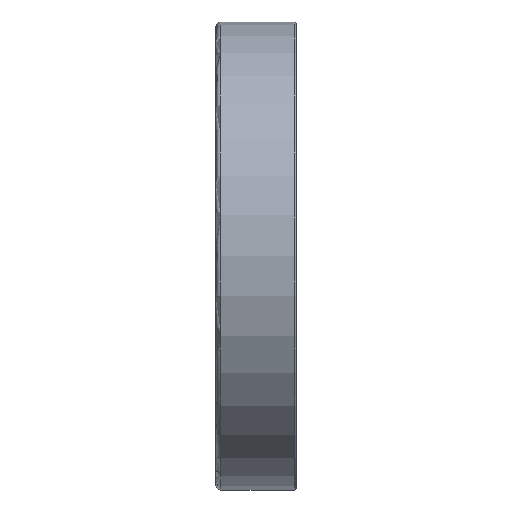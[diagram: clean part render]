
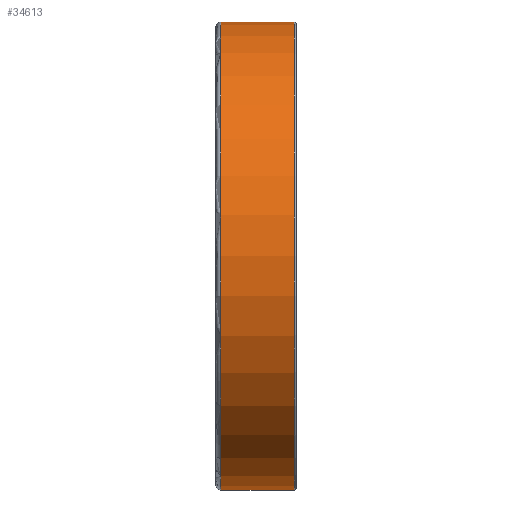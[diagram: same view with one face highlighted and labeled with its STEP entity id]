
A CAD part, top view. The second image highlights one B-rep face of the part: STEP entity #34613.
In plain terms, the highlighted cylindrical face has radius 70 mm (diameter 140 mm), a partial arc.
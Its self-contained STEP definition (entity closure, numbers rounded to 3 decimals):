
#24381=DIRECTION('',(-1.,0.,0.));
#24382=VECTOR('',#24381,21.9);
#24383=CARTESIAN_POINT('',(11.4,70.,0.));
#24384=LINE('',#24383,#24382);
#24388=DIRECTION('',(-1.,0.,0.));
#24389=VECTOR('',#24388,21.9);
#24390=CARTESIAN_POINT('',(11.4,-70.,0.));
#24391=LINE('',#24390,#24389);
#24403=CARTESIAN_POINT('',(11.4,0.,0.));
#24404=DIRECTION('',(1.,0.,0.));
#24405=DIRECTION('',(0.,1.,0.));
#24406=AXIS2_PLACEMENT_3D('',#24403,#24404,#24405);
#24411=CARTESIAN_POINT('',(-10.5,0.,0.));
#24412=DIRECTION('',(1.,0.,0.));
#24413=DIRECTION('',(0.,1.,0.));
#24414=AXIS2_PLACEMENT_3D('',#24411,#24412,#24413);
#31515=CARTESIAN_POINT('',(11.4,70.,0.));
#31516=CARTESIAN_POINT('',(-10.5,70.,0.));
#31517=VERTEX_POINT('',#31515);
#31518=VERTEX_POINT('',#31516);
#31527=CARTESIAN_POINT('',(11.4,-70.,0.));
#31528=CARTESIAN_POINT('',(-10.5,-70.,0.));
#31529=VERTEX_POINT('',#31527);
#31530=VERTEX_POINT('',#31528);
#34601=CARTESIAN_POINT('',(-13.2,0.,0.));
#34602=DIRECTION('',(1.,0.,0.));
#34603=DIRECTION('',(0.,-1.,0.));
#34604=AXIS2_PLACEMENT_3D('',#34601,#34602,#34603);
#34605=CYLINDRICAL_SURFACE('',#34604,70.);
#34606=ORIENTED_EDGE('',*,*,#34591,.F.);
#34607=ORIENTED_EDGE('',*,*,#34568,.T.);
#34608=ORIENTED_EDGE('',*,*,#34595,.T.);
#34610=ORIENTED_EDGE('',*,*,#34609,.F.);
#34611=EDGE_LOOP('',(#34606,#34607,#34608,#34610));
#34612=FACE_OUTER_BOUND('',#34611,.F.);
#24407=CIRCLE('',#24406,70.);
#24415=CIRCLE('',#24414,70.);
#34568=EDGE_CURVE('',#31517,#31529,#24407,.T.);
#34591=EDGE_CURVE('',#31517,#31518,#24384,.T.);
#34595=EDGE_CURVE('',#31529,#31530,#24391,.T.);
#34609=EDGE_CURVE('',#31518,#31530,#24415,.T.);
#34613=ADVANCED_FACE('',(#34612),#34605,.T.);
